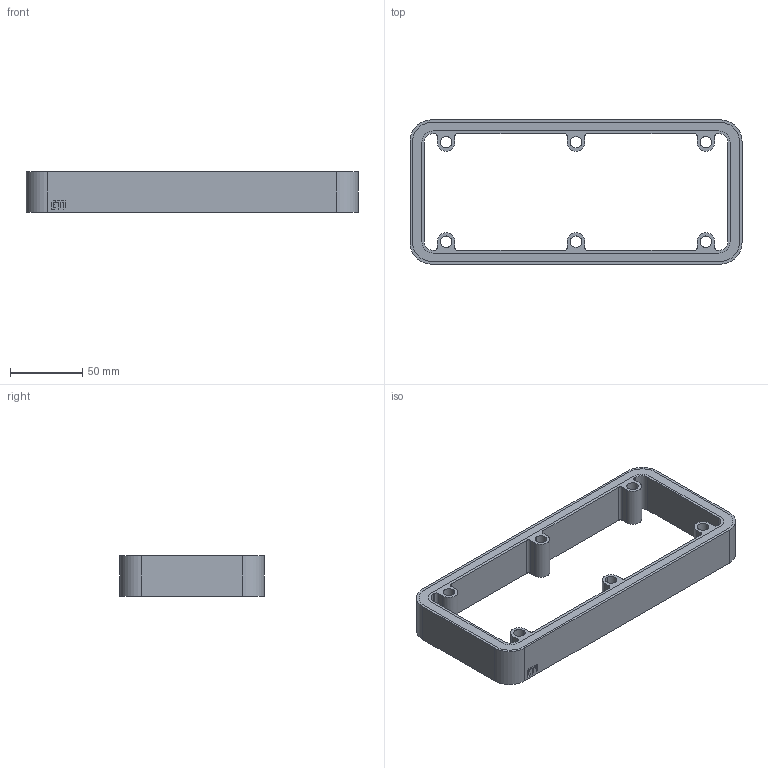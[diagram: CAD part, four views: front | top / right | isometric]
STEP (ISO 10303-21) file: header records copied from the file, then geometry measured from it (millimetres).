
FILE_DESCRIPTION((''),'2;1');
FILE_NAME('ASD_ASM','2021-04-23T',('marketing.praksa'),('Audax d.o.o.'),'CREO PARAMETRIC BY PTC INC, 2017480','CREO PARAMETRIC BY PTC INC, 2017480','');
FILE_SCHEMA(('AUTOMOTIVE_DESIGN { 1 0 10303 214 1 1 1 1 }'));
Length unit declared in the file: millimetre
Products named in the file (5): WHOLE-GUMA; PRT0171; PRT0174; PRT5592; ASD_ASM
Assembly tree (4 placements, depth 2):
  ASD_ASM
    WHOLE-GUMA
    PRT0171
    PRT0174
    PRT5592
Bounding box: 230 x 100 x 28 mm (x, y, z)
Volume: 177563.7 mm3; surface area: 85300.2 mm2
Topology: 6 solids, 6 shells, 243 faces, 695 edges, 471 vertices
Faces by surface type: plane 125, cylinder 118
Entity records: 12323 total; most frequent: DIRECTION 1454, CARTESIAN_POINT 1431, ORIENTED_EDGE 1390, PRESENTATION_STYLE_ASSIGNMENT 944, STYLED_ITEM 944, CURVE_STYLE 695, EDGE_CURVE 695, AXIS2_PLACEMENT_3D 507
